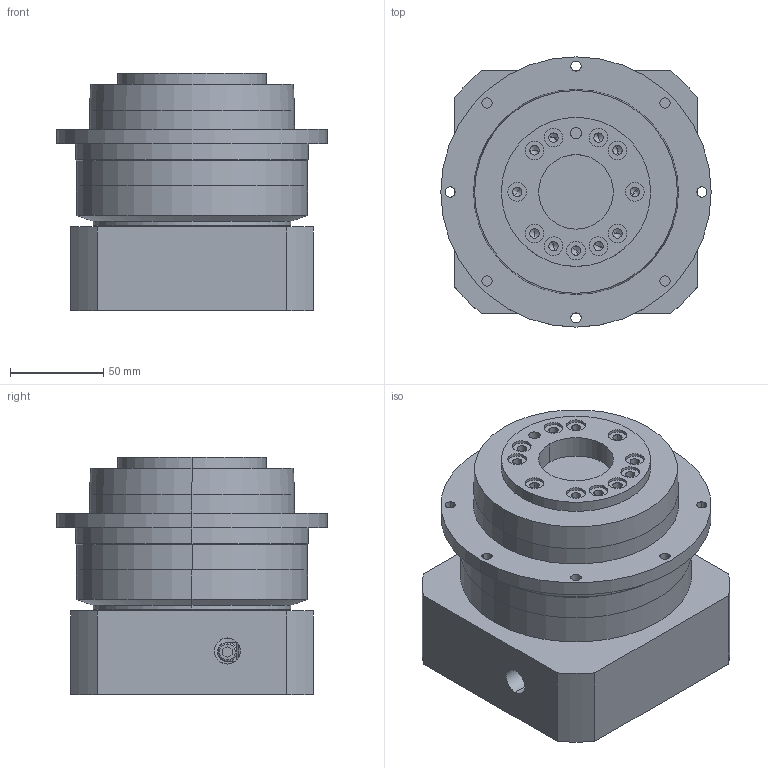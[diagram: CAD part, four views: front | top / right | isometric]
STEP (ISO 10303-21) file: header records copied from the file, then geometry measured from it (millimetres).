
FILE_DESCRIPTION (( 'STEP AP203' ), '1' );
FILE_NAME ('GPD110-L1-(24-110-145-M8).STEP', '2022-05-25T03:32:29', ( '微软用户' ), ( '微软中国' ), 'SwSTEP 2.0', 'SolidWorks 2018', '' );
FILE_SCHEMA (( 'CONFIG_CONTROL_DESIGN' ));
Length unit declared in the file: millimetre
Products named in the file (1): GPD110-L1-(24-110-145-M8)
Bounding box: 145 x 145 x 127.5 mm (x, y, z)
Volume: 1300841.3 mm3; surface area: 155741.7 mm2
Topology: 3 solids, 3 shells, 311 faces, 733 edges, 453 vertices
Faces by surface type: cylinder 141, plane 114, cone 40, torus 16
Entity records: 9240 total; most frequent: CARTESIAN_POINT 1854, DIRECTION 1633, ORIENTED_EDGE 1406, EDGE_CURVE 703, AXIS2_PLACEMENT_3D 632, VERTEX_POINT 453, EDGE_LOOP 390, VECTOR 369
